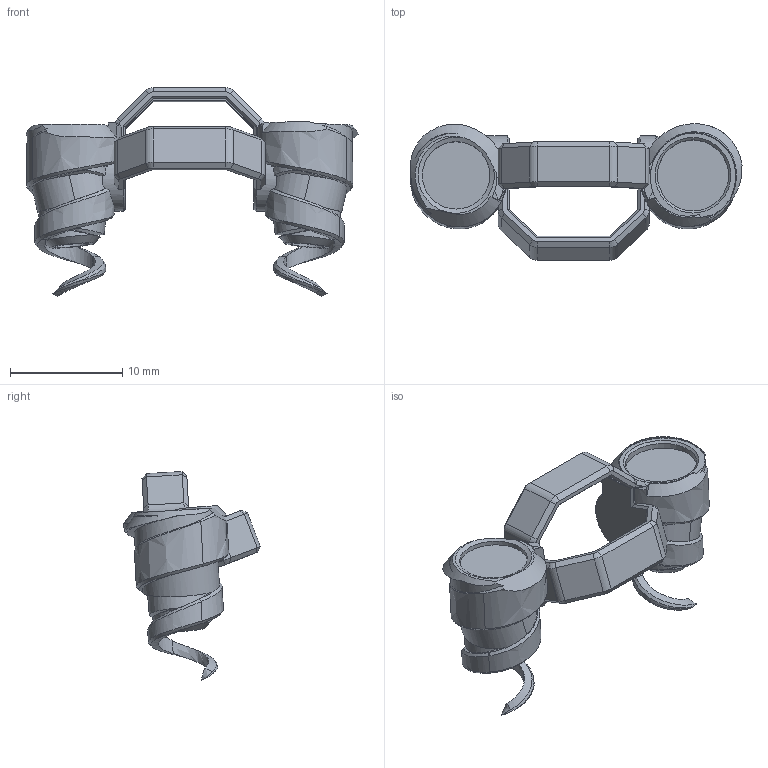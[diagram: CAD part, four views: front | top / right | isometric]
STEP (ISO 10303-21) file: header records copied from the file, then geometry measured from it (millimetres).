
FILE_DESCRIPTION(('HOOPS Exchange Step'),'2;1');
FILE_NAME('teto.stp','2024-08-10T22:35:27+09:00',('hayashi'),('Unknown organisation'),'HOOPS Exchange 2023.2','HOOPS Exchange','Unknown authorisation');
FILE_SCHEMA( ('AP203_CONFIGURATION_CONTROLLED_3D_DESIGN_OF_MECHANICAL_PARTS_AND_ASSEMBLIES_MIM_LF') );
Length unit declared in the file: millimetre
Products named in the file (1): Solid 216
Bounding box: 29.6 x 12.17 x 18.63 mm (x, y, z)
Volume: 1092.1 mm3; surface area: 1264.3 mm2
Topology: 1 solids, 3 shells, 307 faces, 790 edges, 487 vertices
Faces by surface type: plane 117, bspline 97, cylinder 37, cone 28, offset 20, extrusion 8
Full cylindrical faces by diameter (mm): 3.091 x1, 3.095 x1, 6.03 x1, 6.352 x1
Entity records: 21057 total; most frequent: CARTESIAN_POINT 14745, ORIENTED_EDGE 1580, DIRECTION 837, EDGE_CURVE 790, VERTEX_POINT 487, B_SPLINE_CURVE_WITH_KNOTS 434, EDGE_LOOP 311, FACE_BOUND 311
